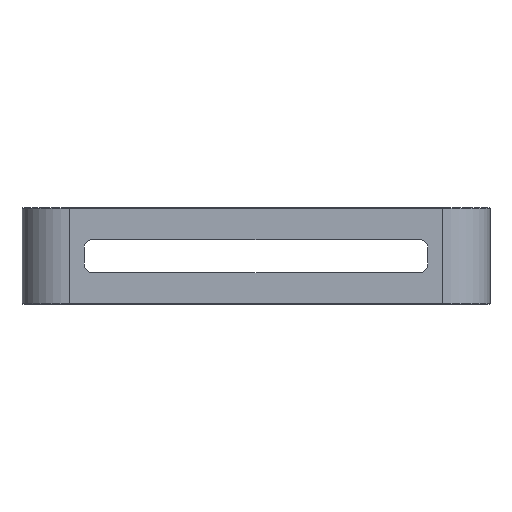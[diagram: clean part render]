
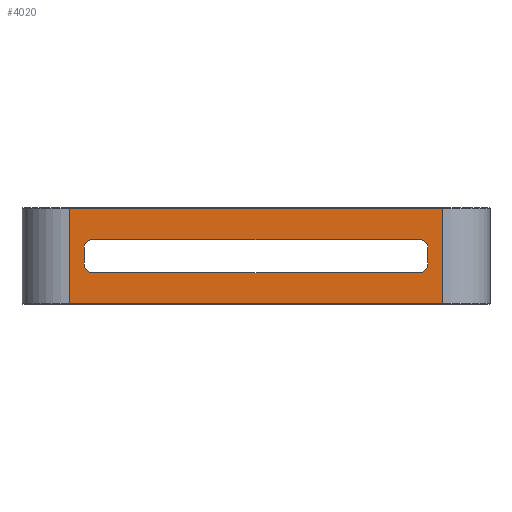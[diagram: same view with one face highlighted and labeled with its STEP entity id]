
A CAD part, front view. The second image highlights one B-rep face of the part: STEP entity #4020.
In plain terms, the highlighted planar face has unit normal (0, -1, 0).
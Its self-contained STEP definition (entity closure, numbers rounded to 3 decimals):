
#141=LINE('',#5723,#548);
#201=LINE('',#5925,#608);
#206=LINE('',#5939,#613);
#210=LINE('',#5951,#617);
#214=LINE('',#5963,#621);
#234=LINE('',#6014,#641);
#434=LINE('',#6536,#841);
#523=LINE('',#6775,#930);
#548=VECTOR('',#4553,10.);
#608=VECTOR('',#4749,10.);
#613=VECTOR('',#4762,10.);
#617=VECTOR('',#4774,10.);
#621=VECTOR('',#4786,10.);
#641=VECTOR('',#4842,10.);
#841=VECTOR('',#5340,10.);
#930=VECTOR('',#5589,10.);
#948=FACE_BOUND('',#1393,.T.);
#1166=FACE_OUTER_BOUND('',#1392,.T.);
#1392=EDGE_LOOP('',(#3558,#3559,#3560,#3561));
#1393=EDGE_LOOP('',(#3562,#3563,#3564,#3565,#3566,#3567,#3568,#3569));
#1472=CIRCLE('',#4158,3.);
#1474=CIRCLE('',#4162,3.);
#1476=CIRCLE('',#4166,3.);
#1478=CIRCLE('',#4170,3.);
#1616=VERTEX_POINT('',#5713);
#1618=VERTEX_POINT('',#5719);
#1684=VERTEX_POINT('',#5923);
#1685=VERTEX_POINT('',#5924);
#1688=VERTEX_POINT('',#5932);
#1690=VERTEX_POINT('',#5938);
#1692=VERTEX_POINT('',#5944);
#1694=VERTEX_POINT('',#5950);
#1696=VERTEX_POINT('',#5956);
#1698=VERTEX_POINT('',#5962);
#1711=VERTEX_POINT('',#6013);
#1883=VERTEX_POINT('',#6532);
#2010=EDGE_CURVE('',#1616,#1618,#141,.T.);
#2108=EDGE_CURVE('',#1684,#1685,#201,.T.);
#2112=EDGE_CURVE('',#1688,#1684,#1472,.T.);
#2115=EDGE_CURVE('',#1690,#1688,#206,.T.);
#2118=EDGE_CURVE('',#1692,#1690,#1474,.T.);
#2121=EDGE_CURVE('',#1694,#1692,#210,.T.);
#2124=EDGE_CURVE('',#1696,#1694,#1476,.T.);
#2127=EDGE_CURVE('',#1698,#1696,#214,.T.);
#2130=EDGE_CURVE('',#1685,#1698,#1478,.T.);
#2154=EDGE_CURVE('',#1711,#1618,#234,.T.);
#2413=EDGE_CURVE('',#1711,#1883,#434,.T.);
#2533=EDGE_CURVE('',#1883,#1616,#523,.T.);
#3558=ORIENTED_EDGE('',*,*,#2533,.F.);
#3559=ORIENTED_EDGE('',*,*,#2413,.F.);
#3560=ORIENTED_EDGE('',*,*,#2154,.T.);
#3561=ORIENTED_EDGE('',*,*,#2010,.F.);
#3562=ORIENTED_EDGE('',*,*,#2108,.T.);
#3563=ORIENTED_EDGE('',*,*,#2130,.T.);
#3564=ORIENTED_EDGE('',*,*,#2127,.T.);
#3565=ORIENTED_EDGE('',*,*,#2124,.T.);
#3566=ORIENTED_EDGE('',*,*,#2121,.T.);
#3567=ORIENTED_EDGE('',*,*,#2118,.T.);
#3568=ORIENTED_EDGE('',*,*,#2115,.T.);
#3569=ORIENTED_EDGE('',*,*,#2112,.T.);
#3811=PLANE('',#4416);
#4020=ADVANCED_FACE('',(#1166,#948),#3811,.T.);
#4158=AXIS2_PLACEMENT_3D('',#5933,#4755,#4756);
#4162=AXIS2_PLACEMENT_3D('',#5945,#4767,#4768);
#4166=AXIS2_PLACEMENT_3D('',#5957,#4779,#4780);
#4170=AXIS2_PLACEMENT_3D('',#5968,#4791,#4792);
#4416=AXIS2_PLACEMENT_3D('',#6776,#5590,#5591);
#4553=DIRECTION('',(-1.,0.,0.));
#4749=DIRECTION('',(0.,0.,1.));
#4755=DIRECTION('center_axis',(0.,1.,0.));
#4756=DIRECTION('ref_axis',(-1.,0.,0.));
#4762=DIRECTION('',(-1.,0.,0.));
#4767=DIRECTION('center_axis',(0.,1.,0.));
#4768=DIRECTION('ref_axis',(0.,0.,
-1.));
#4774=DIRECTION('',(0.,0.,-1.));
#4779=DIRECTION('center_axis',(0.,1.,0.));
#4780=DIRECTION('ref_axis',(1.,0.,0.));
#4786=DIRECTION('',(1.,0.,0.));
#4791=DIRECTION('center_axis',(0.,1.,0.));
#4792=DIRECTION('ref_axis',(0.,0.,
1.));
#4842=DIRECTION('',(0.,0.,-1.));
#5340=DIRECTION('',(1.,0.,0.));
#5589=DIRECTION('',(0.,0.,-1.));
#5590=DIRECTION('center_axis',(0.,-1.,0.));
#5591=DIRECTION('ref_axis',(-1.,0.,0.));
#5713=CARTESIAN_POINT('',(213.165,-37.665,-23.398));
#5719=CARTESIAN_POINT('',(62.835,-37.665,-23.398));
#5723=CARTESIAN_POINT('',(175.583,-37.665,-23.398));
#5923=CARTESIAN_POINT('',(68.95,-37.665,-7.75));
#5924=CARTESIAN_POINT('',(68.95,-37.665,-0.53));
#5925=CARTESIAN_POINT('',(68.95,-37.665,3.776));
#5932=CARTESIAN_POINT('',(71.95,-37.665,-10.75));
#5933=CARTESIAN_POINT('Origin',(71.95,-37.665,-7.75));
#5938=CARTESIAN_POINT('',(204.05,-37.665,-10.75));
#5939=CARTESIAN_POINT('',(208.608,-37.665,-10.75));
#5944=CARTESIAN_POINT('',(207.05,-37.665,-7.75));
#5945=CARTESIAN_POINT('Origin',(204.05,-37.665,-7.75));
#5950=CARTESIAN_POINT('',(207.05,-37.665,-0.53));
#5951=CARTESIAN_POINT('',(207.05,-37.665,7.386));
#5956=CARTESIAN_POINT('',(204.05,-37.665,2.47));
#5957=CARTESIAN_POINT('Origin',(204.05,-37.665,-0.53));
#5962=CARTESIAN_POINT('',(71.95,-37.665,2.47));
#5963=CARTESIAN_POINT('',(142.558,-37.665,2.47));
#5968=CARTESIAN_POINT('Origin',(71.95,-37.665,-0.53));
#6013=CARTESIAN_POINT('',(62.835,-37.665,15.203));
#6014=CARTESIAN_POINT('',(62.835,-37.665,15.303));
#6532=CARTESIAN_POINT('',(213.165,-37.665,15.203));
#6536=CARTESIAN_POINT('',(175.583,-37.665,15.203));
#6775=CARTESIAN_POINT('',(213.165,-37.665,15.303));
#6776=CARTESIAN_POINT('Origin',(213.165,-37.665,15.303));
